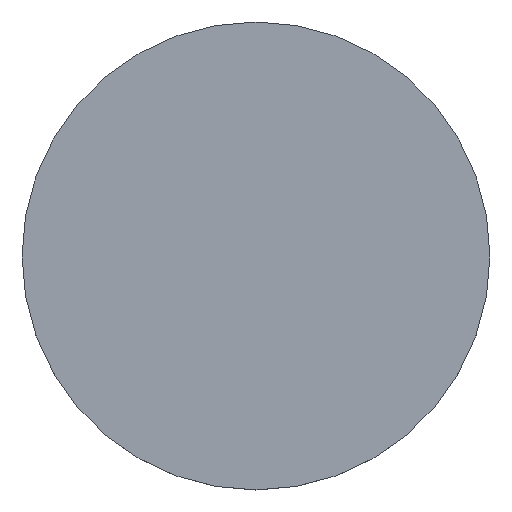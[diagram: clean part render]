
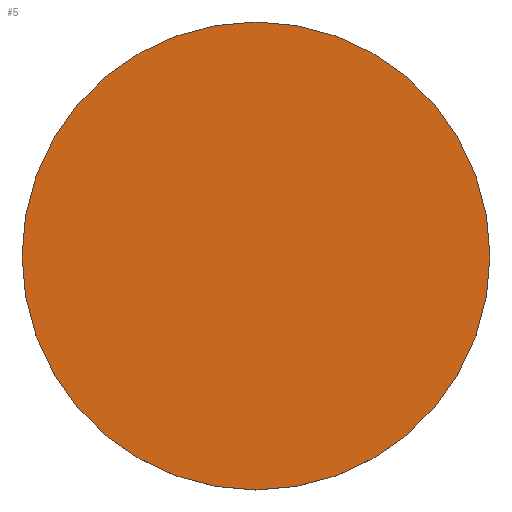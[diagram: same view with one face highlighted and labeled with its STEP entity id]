
A CAD part, top view. The second image highlights one B-rep face of the part: STEP entity #5.
In plain terms, the highlighted planar face has unit normal (0, 0, 1).
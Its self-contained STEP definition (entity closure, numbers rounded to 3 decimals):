
#5 = ADVANCED_FACE ( 'NONE', ( #54 ), #40, .T. ) ;
#11 = VERTEX_POINT ( 'NONE', #43 ) ;
#22 = AXIS2_PLACEMENT_3D ( 'NONE', #161, #25, #71 ) ;
#25 = DIRECTION ( 'NONE',  ( 0., 0., 1. ) ) ;
#33 = EDGE_LOOP ( 'NONE', ( #171, #91 ) ) ;
#40 = PLANE ( 'NONE',  #22 ) ;
#42 = AXIS2_PLACEMENT_3D ( 'NONE', #69, #172, #56 ) ;
#43 = CARTESIAN_POINT ( 'NONE',  ( -25., 0., 3. ) ) ;
#48 = CIRCLE ( 'NONE', #145, 25. ) ;
#51 = DIRECTION ( 'NONE',  ( 1., 0., 0. ) ) ;
#54 = FACE_OUTER_BOUND ( 'NONE', #33, .T. ) ;
#56 = DIRECTION ( 'NONE',  ( 1., 0., 0. ) ) ;
#69 = CARTESIAN_POINT ( 'NONE',  ( 0., 0., 3. ) ) ;
#71 = DIRECTION ( 'NONE',  ( 1., 0., 0. ) ) ;
#91 = ORIENTED_EDGE ( 'NONE', *, *, #173, .T. ) ;
#94 = EDGE_CURVE ( 'NONE', #11, #156, #97, .T. ) ;
#97 = CIRCLE ( 'NONE', #42, 25. ) ;
#118 = DIRECTION ( 'NONE',  ( 0., 0., 1. ) ) ;
#145 = AXIS2_PLACEMENT_3D ( 'NONE', #163, #118, #51 ) ;
#156 = VERTEX_POINT ( 'NONE', #169 ) ;
#161 = CARTESIAN_POINT ( 'NONE',  ( 0., 0., 3. ) ) ;
#163 = CARTESIAN_POINT ( 'NONE',  ( 0., 0., 3. ) ) ;
#169 = CARTESIAN_POINT ( 'NONE',  ( 25., 0., 3. ) ) ;
#171 = ORIENTED_EDGE ( 'NONE', *, *, #94, .T. ) ;
#172 = DIRECTION ( 'NONE',  ( 0., 0., 1. ) ) ;
#173 = EDGE_CURVE ( 'NONE', #156, #11, #48, .T. ) ;
